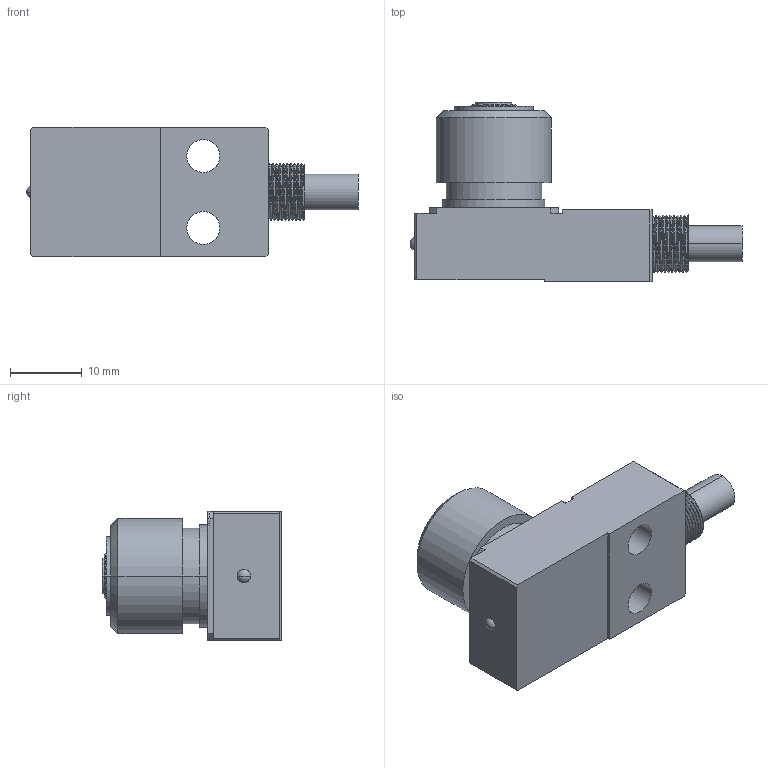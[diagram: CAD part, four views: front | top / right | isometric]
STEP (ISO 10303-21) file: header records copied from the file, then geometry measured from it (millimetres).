
FILE_DESCRIPTION (( 'STEP AP203' ), '1' );
FILE_NAME ('P11EDB-DULD.STEP', '2017-11-24T02:43:02', ( '' ), ( '' ), 'SwSTEP 2.0', 'SolidWorks 2017', '' );
FILE_SCHEMA (( 'CONFIG_CONTROL_DESIGN' ));
Length unit declared in the file: millimetre
Products named in the file (1): P11EDB-DULD
Bounding box: 46.16 x 25 x 18 mm (x, y, z)
Volume: 8526.8 mm3; surface area: 3576.9 mm2
Topology: 1 solids, 1 shells, 108 faces, 270 edges, 179 vertices
Faces by surface type: cylinder 51, plane 40, bspline 11, cone 4, sphere 2
Entity records: 5190 total; most frequent: CARTESIAN_POINT 2607, ORIENTED_EDGE 540, DIRECTION 502, EDGE_CURVE 270, AXIS2_PLACEMENT_3D 184, VERTEX_POINT 179, LINE 134, VECTOR 134
